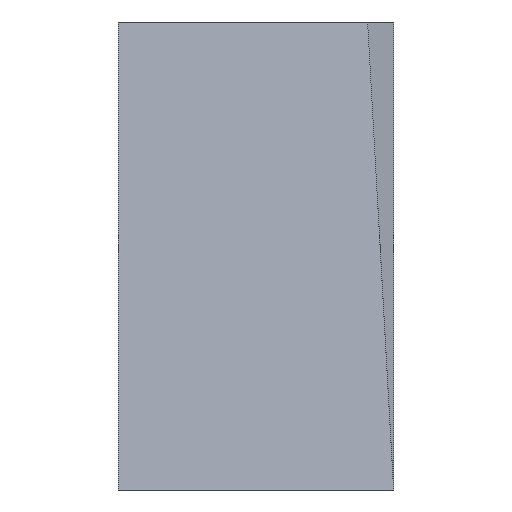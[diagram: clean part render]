
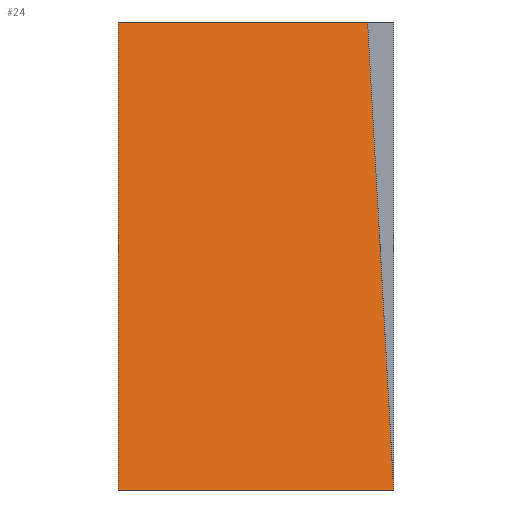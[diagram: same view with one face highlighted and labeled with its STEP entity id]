
A CAD part, left-side view. The second image highlights one B-rep face of the part: STEP entity #24.
In plain terms, the highlighted planar face has unit normal (-0.985, 0, 0.174).
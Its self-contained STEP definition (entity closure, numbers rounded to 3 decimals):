
#17 = DIRECTION ( 'NONE',  ( 0., 1., 0. ) ) ;
#24 = ADVANCED_FACE ( 'NONE', ( #25 ), #136, .F. ) ;
#25 = FACE_OUTER_BOUND ( 'NONE', #342, .T. ) ;
#42 = DIRECTION ( 'NONE',  ( -0.174, 0., -0.985 ) ) ;
#59 = EDGE_CURVE ( 'NONE', #98, #163, #63, .T. ) ;
#63 = LINE ( 'NONE', #201, #164 ) ;
#67 = LINE ( 'NONE', #127, #262 ) ;
#87 = VERTEX_POINT ( 'NONE', #114 ) ;
#93 = CARTESIAN_POINT ( 'NONE',  ( -17.5, 10., -8.5 ) ) ;
#98 = VERTEX_POINT ( 'NONE', #118 ) ;
#114 = CARTESIAN_POINT ( 'NONE',  ( -14.502, 10., 8.5 ) ) ;
#117 = DIRECTION ( 'NONE',  ( 0.985, 0., -0.174 ) ) ;
#118 = CARTESIAN_POINT ( 'NONE',  ( -17.5, 0., -8.5 ) ) ;
#127 = CARTESIAN_POINT ( 'NONE',  ( -17.5, 10., -8.5 ) ) ;
#136 = PLANE ( 'NONE',  #282 ) ;
#140 = DIRECTION ( 'NONE',  ( -0.174, 0., -0.985 ) ) ;
#153 = CARTESIAN_POINT ( 'NONE',  ( -14.502, -0.001, 8.5 ) ) ;
#155 = DIRECTION ( 'NONE',  ( 0., -1., 0. ) ) ;
#160 = ORIENTED_EDGE ( 'NONE', *, *, #364, .T. ) ;
#163 = VERTEX_POINT ( 'NONE', #326 ) ;
#164 = VECTOR ( 'NONE', #314, 1000. ) ;
#201 = CARTESIAN_POINT ( 'NONE',  ( -17.5, 0., -8.5 ) ) ;
#221 = ORIENTED_EDGE ( 'NONE', *, *, #59, .T. ) ;
#233 = VECTOR ( 'NONE', #42, 1000. ) ;
#262 = VECTOR ( 'NONE', #155, 1000. ) ;
#263 = LINE ( 'NONE', #93, #233 ) ;
#267 = LINE ( 'NONE', #153, #291 ) ;
#270 = ORIENTED_EDGE ( 'NONE', *, *, #309, .T. ) ;
#273 = CARTESIAN_POINT ( 'NONE',  ( -17.5, 10., -8.5 ) ) ;
#276 = ORIENTED_EDGE ( 'NONE', *, *, #302, .T. ) ;
#282 = AXIS2_PLACEMENT_3D ( 'NONE', #343, #117, #140 ) ;
#291 = VECTOR ( 'NONE', #17, 1000. ) ;
#299 = VERTEX_POINT ( 'NONE', #273 ) ;
#302 = EDGE_CURVE ( 'NONE', #299, #98, #67, .T. ) ;
#309 = EDGE_CURVE ( 'NONE', #87, #299, #263, .T. ) ;
#314 = DIRECTION ( 'NONE',  ( 0.173, 0.055, 0.983 ) ) ;
#326 = CARTESIAN_POINT ( 'NONE',  ( -14.502, 0.947, 8.5 ) ) ;
#342 = EDGE_LOOP ( 'NONE', ( #221, #160, #270, #276 ) ) ;
#343 = CARTESIAN_POINT ( 'NONE',  ( -17.5, -0.001, -8.5 ) ) ;
#364 = EDGE_CURVE ( 'NONE', #163, #87, #267, .T. ) ;
